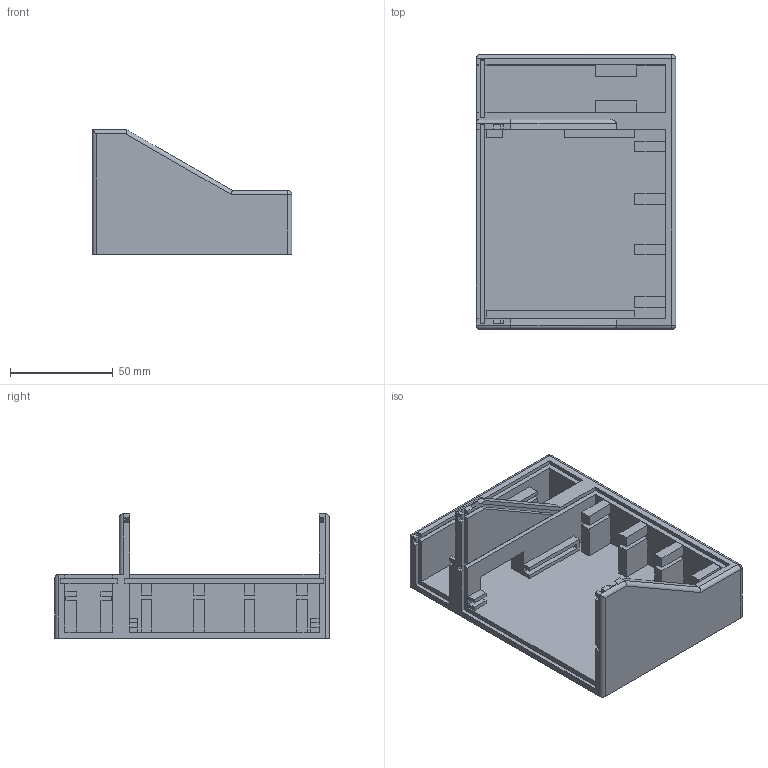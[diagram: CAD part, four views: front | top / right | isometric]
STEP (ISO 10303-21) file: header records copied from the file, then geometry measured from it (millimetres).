
FILE_DESCRIPTION(('FreeCAD Model'),'2;1');
FILE_NAME('Open CASCADE Shape Model','2024-02-07T21:21:06',(''),(''), 'Open CASCADE STEP processor 7.6','Ondsel','Unknown');
FILE_SCHEMA(('AUTOMOTIVE_DESIGN { 1 0 10303 214 1 1 1 1 }'));
Length unit declared in the file: millimetre
Products named in the file (1): Körper
Bounding box: 97 x 133.4 x 60.5 mm (x, y, z)
Volume: 120250.9 mm3; surface area: 64566.3 mm2
Topology: 1 solids, 1 shells, 183 faces, 521 edges, 342 vertices
Faces by surface type: plane 169, cylinder 12, sphere 2
Entity records: 5840 total; most frequent: CARTESIAN_POINT 1045, ORIENTED_EDGE 1038, DIRECTION 905, EDGE_CURVE 519, LINE 501, VECTOR 501, VERTEX_POINT 342, AXIS2_PLACEMENT_3D 202
